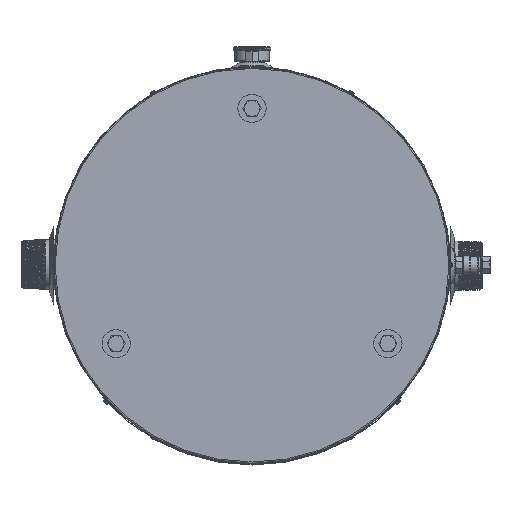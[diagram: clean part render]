
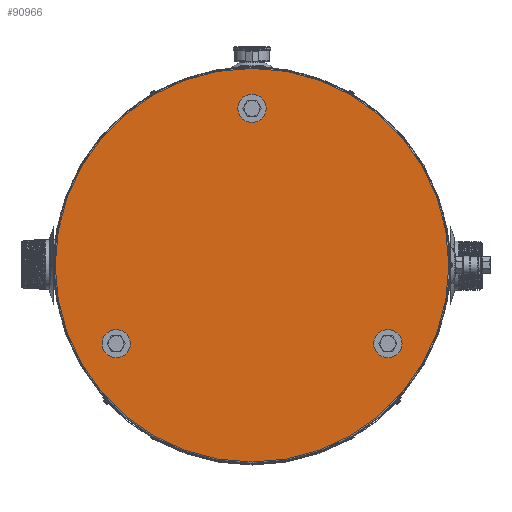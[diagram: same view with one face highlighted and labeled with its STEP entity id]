
A CAD part, front view. The second image highlights one B-rep face of the part: STEP entity #90966.
In plain terms, the highlighted planar face has unit normal (0, -1, 0).
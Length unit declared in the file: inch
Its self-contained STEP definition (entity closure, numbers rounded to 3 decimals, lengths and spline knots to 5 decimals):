
#4358 = DIRECTION ( 'NONE',  ( 0., 1., 0. ) ) ;
#4454 = CIRCLE ( 'NONE', #92052, 1. ) ;
#6031 = ORIENTED_EDGE ( 'NONE', *, *, #135641, .T. ) ;
#8421 = CIRCLE ( 'NONE', #53210, 1. ) ;
#11402 = EDGE_LOOP ( 'NONE', ( #55485 ) ) ;
#12286 = PLANE ( 'NONE',  #29376 ) ;
#14089 = CARTESIAN_POINT ( 'NONE',  ( 0., 1.47, 0. ) ) ;
#15005 = ORIENTED_EDGE ( 'NONE', *, *, #56655, .T. ) ;
#15063 = DIRECTION ( 'NONE',  ( 0., -1., 0. ) ) ;
#15562 = CARTESIAN_POINT ( 'NONE',  ( -9.59807, 1.47, -5.54145 ) ) ;
#16418 = DIRECTION ( 'NONE',  ( 0., 0., 1. ) ) ;
#16566 = DIRECTION ( 'NONE',  ( 0., 1., 0. ) ) ;
#19481 = CIRCLE ( 'NONE', #22130, 1. ) ;
#22130 = AXIS2_PLACEMENT_3D ( 'NONE', #122945, #80178, #16418 ) ;
#29376 = AXIS2_PLACEMENT_3D ( 'NONE', #14089, #35103, #67590 ) ;
#35103 = DIRECTION ( 'NONE',  ( 0., 1., 0. ) ) ;
#37957 = CARTESIAN_POINT ( 'NONE',  ( 0., 1.47, -13.905 ) ) ;
#39399 = DIRECTION ( 'NONE',  ( 0., 0., 1. ) ) ;
#41784 = EDGE_CURVE ( 'NONE', #116005, #116005, #8421, .T. ) ;
#53210 = AXIS2_PLACEMENT_3D ( 'NONE', #15562, #4358, #90520 ) ;
#55485 = ORIENTED_EDGE ( 'NONE', *, *, #41784, .T. ) ;
#56369 = CARTESIAN_POINT ( 'NONE',  ( 9.59807, 1.47, -4.54145 ) ) ;
#56655 = EDGE_CURVE ( 'NONE', #70869, #70869, #19481, .T. ) ;
#59188 = DIRECTION ( 'NONE',  ( 0., 0., -1. ) ) ;
#67590 = DIRECTION ( 'NONE',  ( 0., 0., 1. ) ) ;
#70869 = VERTEX_POINT ( 'NONE', #56369 ) ;
#75124 = EDGE_CURVE ( 'NONE', #84007, #84007, #4454, .T. ) ;
#80178 = DIRECTION ( 'NONE',  ( 0., 1., 0. ) ) ;
#83069 = CARTESIAN_POINT ( 'NONE',  ( -9.59807, 1.47, -4.54145 ) ) ;
#84007 = VERTEX_POINT ( 'NONE', #114984 ) ;
#84609 = AXIS2_PLACEMENT_3D ( 'NONE', #122043, #15063, #59188 ) ;
#86662 = VERTEX_POINT ( 'NONE', #37957 ) ;
#89544 = FACE_BOUND ( 'NONE', #105915, .T. ) ;
#90080 = ORIENTED_EDGE ( 'NONE', *, *, #75124, .T. ) ;
#90520 = DIRECTION ( 'NONE',  ( 0., 0., 1. ) ) ;
#90966 = ADVANCED_FACE ( 'NONE', ( #106275, #89544, #117820, #124467 ), #12286, .F. ) ;
#92052 = AXIS2_PLACEMENT_3D ( 'NONE', #124472, #16566, #39399 ) ;
#105915 = EDGE_LOOP ( 'NONE', ( #15005 ) ) ;
#106275 = FACE_BOUND ( 'NONE', #11402, .T. ) ;
#109052 = EDGE_LOOP ( 'NONE', ( #6031 ) ) ;
#114984 = CARTESIAN_POINT ( 'NONE',  ( 0., 1.47, 12.0829 ) ) ;
#115418 = EDGE_LOOP ( 'NONE', ( #90080 ) ) ;
#116005 = VERTEX_POINT ( 'NONE', #83069 ) ;
#117820 = FACE_BOUND ( 'NONE', #115418, .T. ) ;
#122043 = CARTESIAN_POINT ( 'NONE',  ( 0., 1.47, 0. ) ) ;
#122945 = CARTESIAN_POINT ( 'NONE',  ( 9.59807, 1.47, -5.54145 ) ) ;
#124467 = FACE_OUTER_BOUND ( 'NONE', #109052, .T. ) ;
#124472 = CARTESIAN_POINT ( 'NONE',  ( 0., 1.47, 11.0829 ) ) ;
#130573 = CIRCLE ( 'NONE', #84609, 13.905 ) ;
#135641 = EDGE_CURVE ( 'NONE', #86662, #86662, #130573, .T. ) ;
